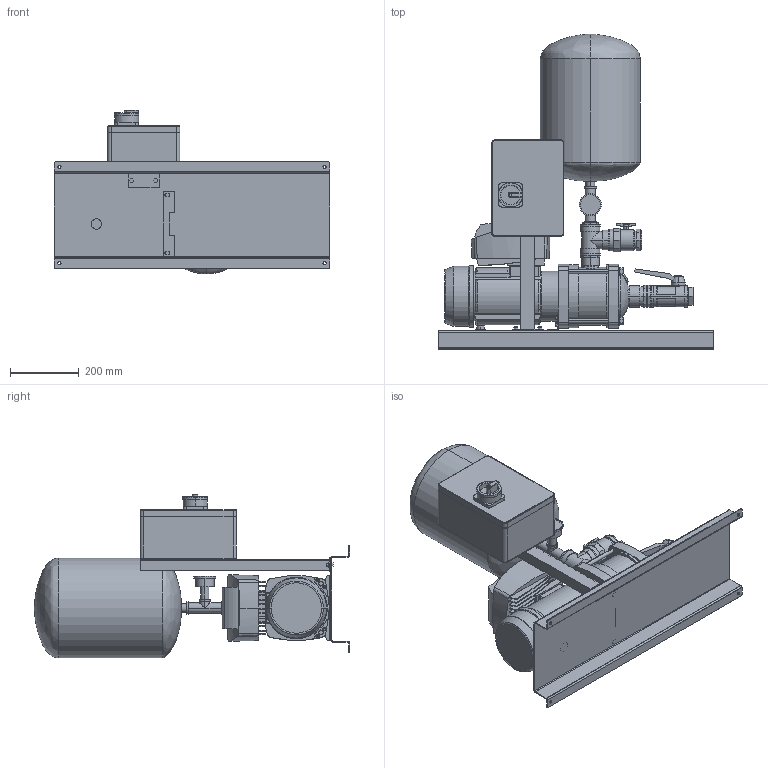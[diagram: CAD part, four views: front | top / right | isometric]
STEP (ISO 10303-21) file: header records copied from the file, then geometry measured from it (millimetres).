
FILE_DESCRIPTION (( 'STEP AP214' ), '1' );
FILE_NAME ('1EH_20-3_TE_ZB00045410.STEP', '2022-07-17T14:11:56', ( '' ), ( '' ), 'SwSTEP 2.0', 'SolidWorks 2020', '' );
FILE_SCHEMA (( 'AUTOMOTIVE_DESIGN' ));
Length unit declared in the file: millimetre
Products named in the file (1): 1EH_20-3_TE_ZB00045410
Bounding box: 800 x 916.5 x 476 mm (x, y, z)
Volume: 42909508.8 mm3; surface area: 2961937.9 mm2
Topology: 42 solids, 42 shells, 922 faces, 2190 edges, 1428 vertices
Faces by surface type: plane 458, cylinder 370, cone 53, torus 21, bspline 14, sphere 6
Entity records: 40580 total; most frequent: CARTESIAN_POINT 8149, DIRECTION 4652, ORIENTED_EDGE 4372, EDGE_CURVE 2186, AXIS2_PLACEMENT_3D 1718, VERTEX_POINT 1428, LINE 1216, VECTOR 1216
